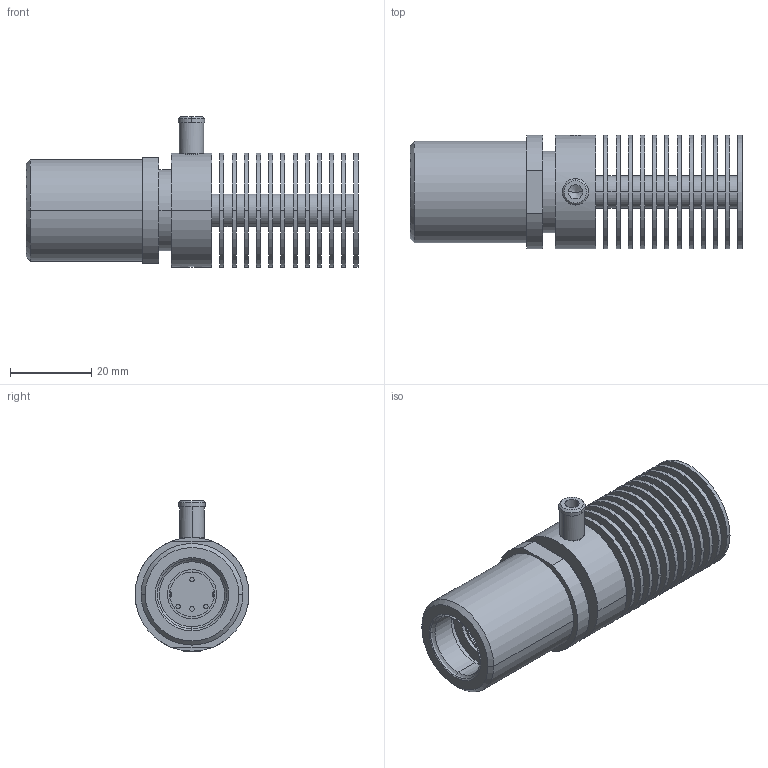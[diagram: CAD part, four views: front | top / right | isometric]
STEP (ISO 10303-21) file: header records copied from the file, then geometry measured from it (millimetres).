
FILE_DESCRIPTION((''),'2;1');
FILE_NAME('170002','2016-12-05T',('zkm'),(''),'PRO/ENGINEER BY PARAMETRIC TECHNOLOGY CORPORATION, 2004110','PRO/ENGINEER BY PARAMETRIC TECHNOLOGY CORPORATION, 2004110','');
FILE_SCHEMA(('CONFIG_CONTROL_DESIGN'));
Length unit declared in the file: millimetre
Products named in the file (1): 170002
Bounding box: 81.73 x 28 x 37 mm (x, y, z)
Volume: 26687.8 mm3; surface area: 26864.9 mm2
Topology: 1 solids, 13 shells, 198 faces, 444 edges, 288 vertices
Faces by surface type: cylinder 120, plane 56, cone 22
Entity records: 5692 total; most frequent: DIRECTION 1084, CARTESIAN_POINT 1051, ORIENTED_EDGE 820, AXIS2_PLACEMENT_3D 463, EDGE_CURVE 432, VERTEX_POINT 288, CIRCLE 264, EDGE_LOOP 252
